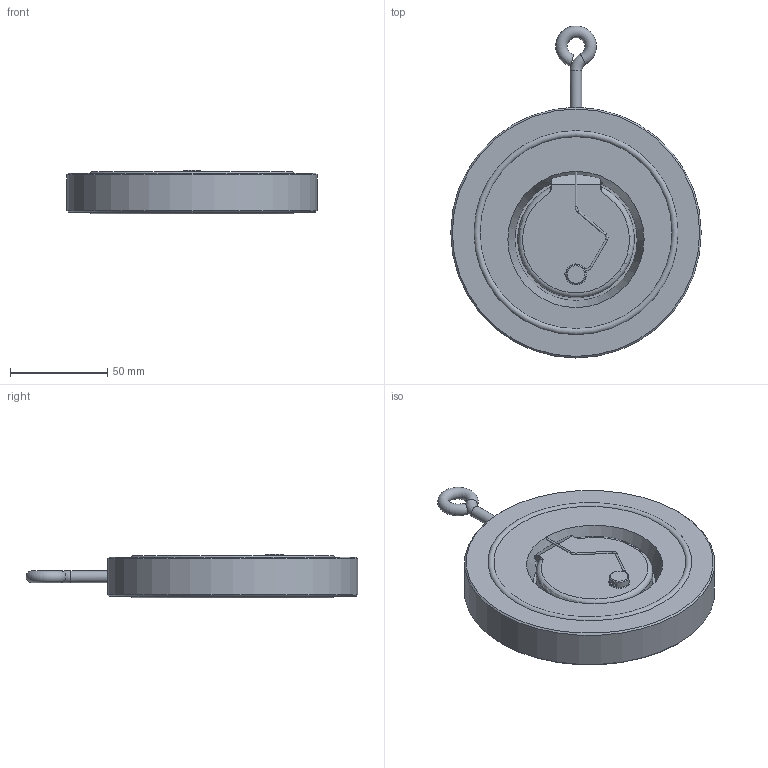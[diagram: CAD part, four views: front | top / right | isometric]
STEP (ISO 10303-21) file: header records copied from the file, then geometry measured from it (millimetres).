
FILE_DESCRIPTION (( 'STEP AP214' ), '1' );
FILE_NAME ('920-65-F.STEP', '2021-11-23T10:34:56', ( 'admin' ), ( 'Hewlett-Packard Company' ), 'SwSTEP 2.0', 'SolidWorks 2015', '' );
FILE_SCHEMA (( 'AUTOMOTIVE_DESIGN' ));
Length unit declared in the file: millimetre
Products named in the file (1): 920-65-F
Bounding box: 129 x 170.97 x 22.62 mm (x, y, z)
Volume: 238519.9 mm3; surface area: 42807.3 mm2
Topology: 1 solids, 2 shells, 65 faces, 153 edges, 94 vertices
Faces by surface type: plane 19, cylinder 19, torus 17, cone 6, bspline 2, sphere 2
Full cylindrical faces by diameter (mm): 1 x5, 5 x1, 6 x1, 10 x1, 40 x1, 129 x1
Entity records: 1987 total; most frequent: CARTESIAN_POINT 684, DIRECTION 266, ORIENTED_EDGE 214, AXIS2_PLACEMENT_3D 124, EDGE_LOOP 109, EDGE_CURVE 107, FACE_OUTER_BOUND 88, VERTEX_POINT 82
